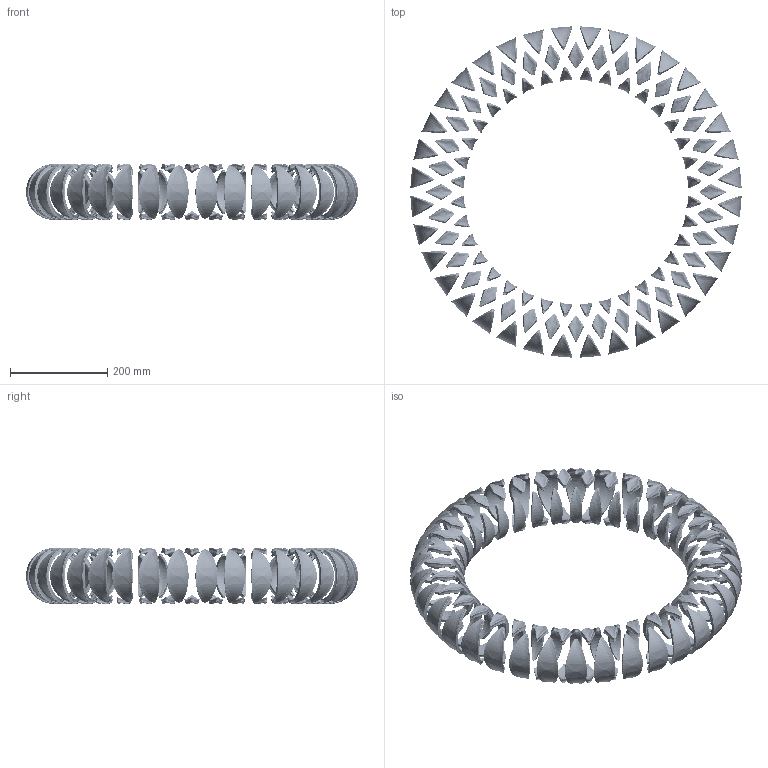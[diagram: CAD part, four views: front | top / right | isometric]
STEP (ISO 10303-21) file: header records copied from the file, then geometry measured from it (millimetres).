
FILE_DESCRIPTION(('FreeCAD Model'),'2;1');
FILE_NAME('Open CASCADE Shape Model','2025-05-04T08:18:12',('FreeCAD'),( 'FreeCAD'),'Open CASCADE STEP processor 7.6','FreeCAD','Unknown');
FILE_SCHEMA(('AUTOMOTIVE_DESIGN { 1 0 10303 214 1 1 1 1 }'));
Products named in the file (1): Open CASCADE STEP translator 7.6 1
Bounding box: 683.29 x 683.29 x 114.28 mm (x, y, z)
Volume: 1640366.9 mm3; surface area: 785344.6 mm2
Topology: 144 solids, 144 shells, 9305 faces, 21443 edges, 11542 vertices
Faces by surface type: bspline 9305
Entity records: 519987 total; most frequent: CARTESIAN_POINT 395543, ORIENTED_EDGE 41118, EDGE_CURVE 20559, B_SPLINE_CURVE_WITH_KNOTS 14495, VERTEX_POINT 11542, ADVANCED_FACE 9305, FACE_BOUND 9305, EDGE_LOOP 9305
